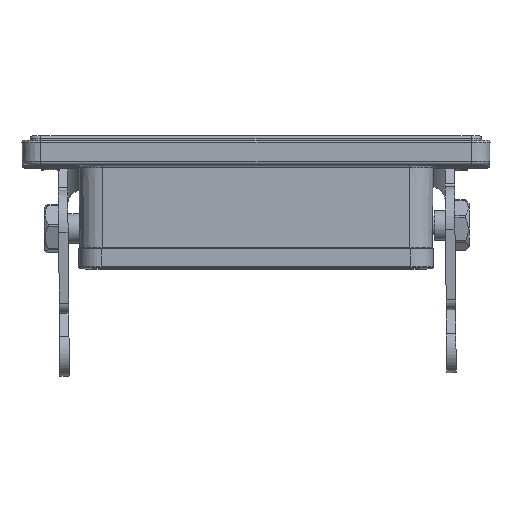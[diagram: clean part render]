
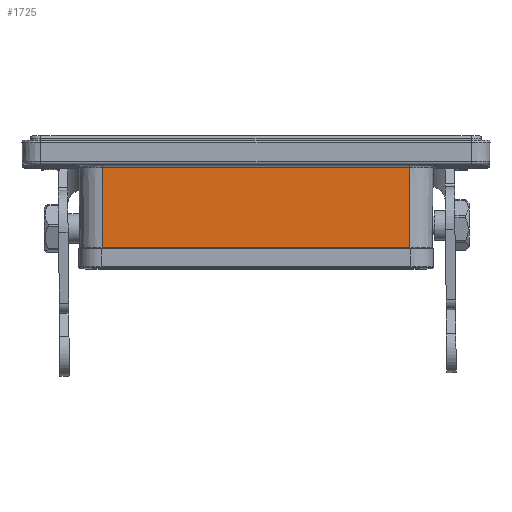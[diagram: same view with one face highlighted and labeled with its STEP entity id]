
A CAD part, top view. The second image highlights one B-rep face of the part: STEP entity #1725.
In plain terms, the highlighted planar face has unit normal (0, -0.009, 1).
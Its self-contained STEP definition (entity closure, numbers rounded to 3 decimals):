
#1072=PLANE('',#17414);
#1725=ADVANCED_FACE('',(#2873),#1072,.T.);
#2873=FACE_OUTER_BOUND('',#3859,.T.);
#3859=EDGE_LOOP('',(#9311,#9312,#9313,#9314));
#4839=LINE('',#26652,#6051);
#4972=LINE('',#27000,#6184);
#4974=LINE('',#27017,#6186);
#4975=LINE('',#27019,#6187);
#6051=VECTOR('',#20904,1.);
#6184=VECTOR('',#21193,1.);
#6186=VECTOR('',#21205,1.);
#6187=VECTOR('',#21208,1.);
#9311=ORIENTED_EDGE('',*,*,#14384,.T.);
#9312=ORIENTED_EDGE('',*,*,#14221,.T.);
#9313=ORIENTED_EDGE('',*,*,#14377,.T.);
#9314=ORIENTED_EDGE('',*,*,#14383,.T.);
#12273=VERTEX_POINT('',#26651);
#12274=VERTEX_POINT('',#26653);
#12375=VERTEX_POINT('',#27001);
#12378=VERTEX_POINT('',#27016);
#14221=EDGE_CURVE('',#12274,#12273,#4839,.T.);
#14377=EDGE_CURVE('',#12273,#12375,#4972,.T.);
#14383=EDGE_CURVE('',#12375,#12378,#4974,.T.);
#14384=EDGE_CURVE('',#12378,#12274,#4975,.T.);
#17414=AXIS2_PLACEMENT_3D('',#27020,#21209,#21210);
#20904=DIRECTION('',(1.,0.,0.));
#21193=DIRECTION('',(0.,1.,0.009));
#21205=DIRECTION('',(-1.,0.,0.));
#21208=DIRECTION('',(0.,-1.,-0.009));
#21209=DIRECTION('',(0.,-0.009,1.));
#21210=DIRECTION('',(-1.,0.,0.));
#26651=CARTESIAN_POINT('',(40.75,0.,41.25));
#26652=CARTESIAN_POINT('',(-40.75,0.,41.25));
#26653=CARTESIAN_POINT('',(-40.75,0.,41.25));
#27000=CARTESIAN_POINT('',(40.75,10.55,41.342));
#27001=CARTESIAN_POINT('',(40.75,21.207,41.435));
#27016=CARTESIAN_POINT('',(-40.75,21.207,41.435));
#27017=CARTESIAN_POINT('',(-49.625,21.207,41.435));
#27019=CARTESIAN_POINT('',(-40.75,10.55,41.342));
#27020=CARTESIAN_POINT('',(-49.625,0.,41.25));
